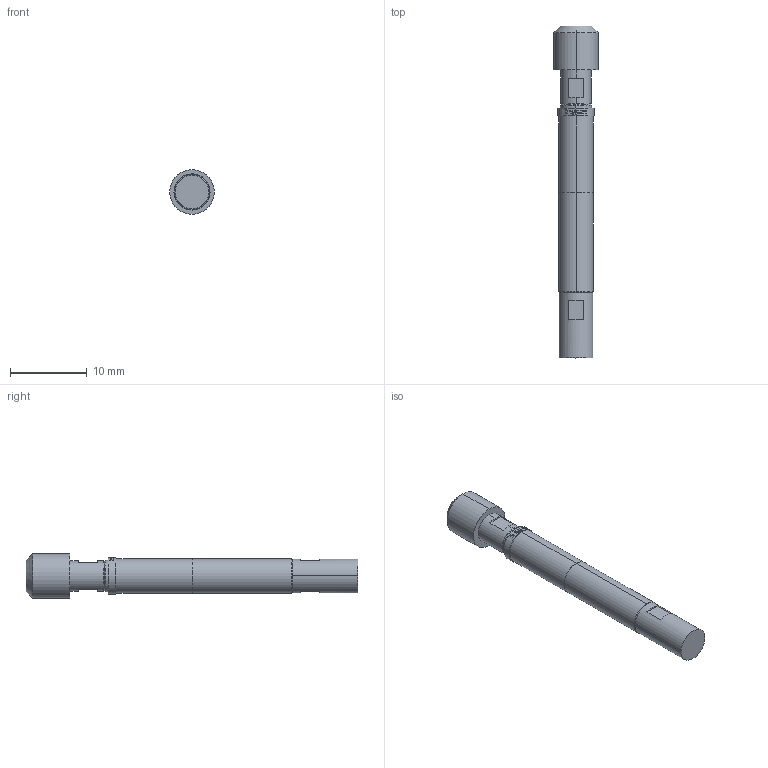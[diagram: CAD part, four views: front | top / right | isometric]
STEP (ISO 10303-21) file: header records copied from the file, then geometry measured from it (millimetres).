
FILE_DESCRIPTION (( 'STEP AP203' ), '1' );
FILE_NAME ('INGUN_HFS-8x0_303_150_A_xx42_FS1.STEP', '2022-04-26T12:34:54', ( 'ochi' ), ( '' ), 'SwSTEP 2.0', 'SolidWorks 2018', '' );
FILE_SCHEMA (( 'CONFIG_CONTROL_DESIGN' ));
Length unit declared in the file: millimetre
Products named in the file (1): INGUN_HFS-8x0_303_150_A_xx42_FS1
Bounding box: 5.8 x 43.2 x 5.8 mm (x, y, z)
Volume: 655.6 mm3; surface area: 794.5 mm2
Topology: 1 solids, 1 shells, 206 faces, 516 edges, 331 vertices
Faces by surface type: plane 121, cylinder 40, bspline 35, cone 10
Entity records: 7093 total; most frequent: CARTESIAN_POINT 2758, ORIENTED_EDGE 1028, DIRECTION 668, EDGE_CURVE 514, VERTEX_POINT 331, AXIS2_PLACEMENT_3D 255, EDGE_LOOP 227, FACE_OUTER_BOUND 206
